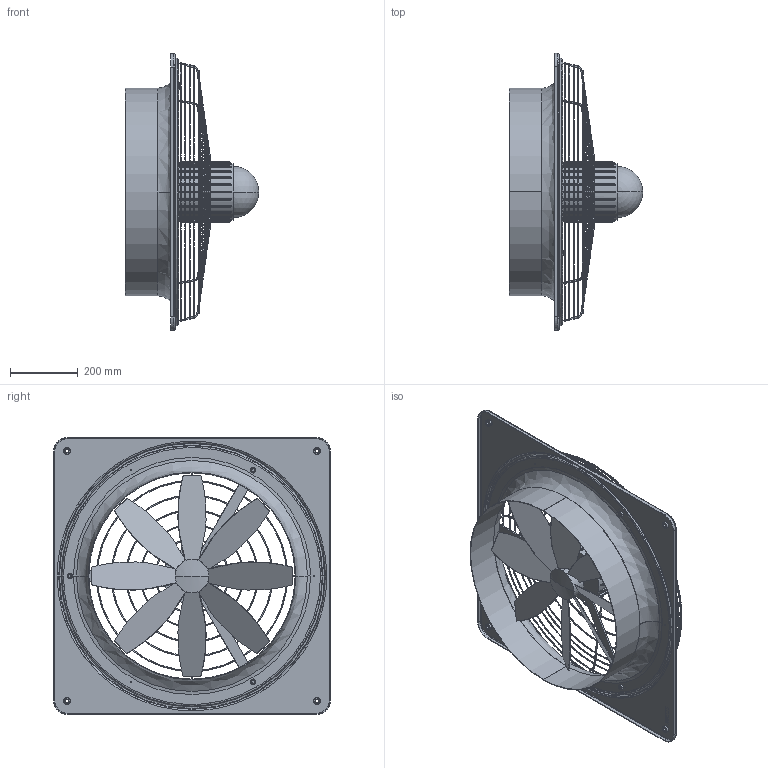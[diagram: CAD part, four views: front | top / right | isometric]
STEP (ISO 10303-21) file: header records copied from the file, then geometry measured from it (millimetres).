
FILE_DESCRIPTION (( 'STEP AP214' ), '1' );
FILE_NAME ('0083-0134.STEP', '2015-05-11T08:04:20', ( '' ), ( '' ), 'SwSTEP 2.0', 'SolidWorks 2013', '' );
FILE_SCHEMA (( 'AUTOMOTIVE_DESIGN' ));
Length unit declared in the file: millimetre
Products named in the file (1): 0083-0134
Bounding box: 395.7 x 820 x 820 mm (x, y, z)
Volume: 7163038 mm3; surface area: 2224592.1 mm2
Topology: 1 solids, 2 shells, 555 faces, 1727 edges, 1084 vertices
Faces by surface type: plane 205, cylinder 140, bspline 116, torus 48, cone 40, sphere 6
Entity records: 35434 total; most frequent: CARTESIAN_POINT 14849, ORIENTED_EDGE 3438, DIRECTION 2585, EDGE_CURVE 1719, VERTEX_POINT 1084, AXIS2_PLACEMENT_3D 1016, EDGE_LOOP 685, CIRCLE 576
